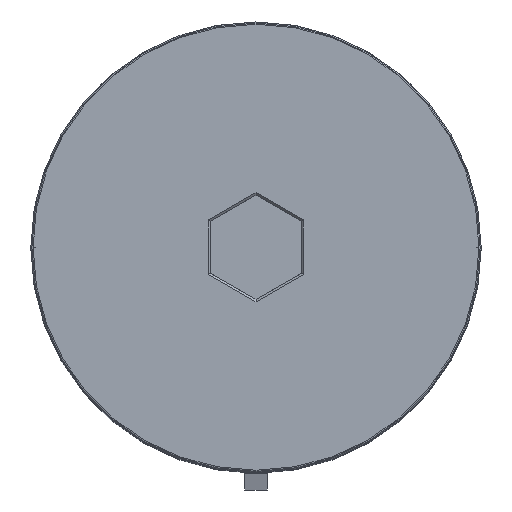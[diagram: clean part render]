
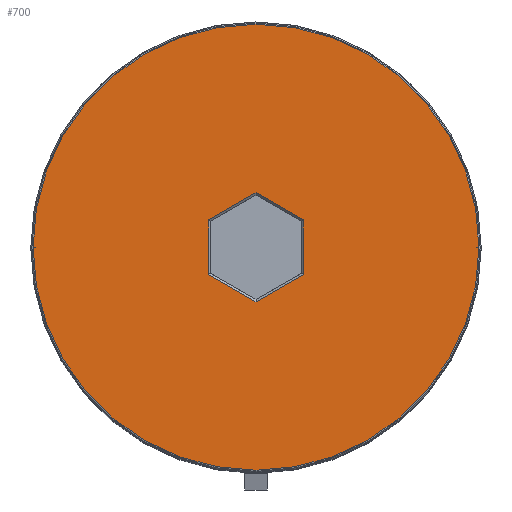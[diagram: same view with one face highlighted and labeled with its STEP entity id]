
A CAD part, top view. The second image highlights one B-rep face of the part: STEP entity #700.
In plain terms, the highlighted planar face has unit normal (0, 0, 1).
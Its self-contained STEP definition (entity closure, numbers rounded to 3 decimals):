
#13 = VERTEX_POINT ( 'NONE', #1722 ) ;
#20 = CARTESIAN_POINT ( 'NONE',  ( -2.05, -1.241, 0. ) ) ;
#64 = LINE ( 'NONE', #82, #1696 ) ;
#72 = CARTESIAN_POINT ( 'NONE',  ( 2.1, -1.155, 0. ) ) ;
#82 = CARTESIAN_POINT ( 'NONE',  ( -0.05, 2.396, 0. ) ) ;
#88 = VECTOR ( 'NONE', #1382, 1000. ) ;
#117 = VECTOR ( 'NONE', #2055, 1000. ) ;
#124 = DIRECTION ( 'NONE',  ( 1., 0., 0. ) ) ;
#172 = DIRECTION ( 'NONE',  ( 0., 0., 1. ) ) ;
#255 = VECTOR ( 'NONE', #407, 1000. ) ;
#404 = ORIENTED_EDGE ( 'NONE', *, *, #1411, .T. ) ;
#407 = DIRECTION ( 'NONE',  ( 0., 1., 0. ) ) ;
#418 = EDGE_CURVE ( 'NONE', #548, #1563, #64, .T. ) ;
#429 = EDGE_CURVE ( 'NONE', #779, #753, #722, .T. ) ;
#447 = LINE ( 'NONE', #1430, #894 ) ;
#481 = FACE_BOUND ( 'NONE', #809, .T. ) ;
#491 = AXIS2_PLACEMENT_3D ( 'NONE', #1260, #752, #124 ) ;
#499 = DIRECTION ( 'NONE',  ( -0.866, 0.5, 0. ) ) ;
#548 = VERTEX_POINT ( 'NONE', #782 ) ;
#553 = CARTESIAN_POINT ( 'NONE',  ( -9.9, 0., 0. ) ) ;
#599 = VECTOR ( 'NONE', #499, 1000. ) ;
#660 = ORIENTED_EDGE ( 'NONE', *, *, #429, .T. ) ;
#688 = ORIENTED_EDGE ( 'NONE', *, *, #1239, .T. ) ;
#700 = ADVANCED_FACE ( 'NONE', ( #1959, #481 ), #1792, .T. ) ;
#722 = LINE ( 'NONE', #72, #88 ) ;
#732 = DIRECTION ( 'NONE',  ( 0.866, 0.5, 0. ) ) ;
#749 = VERTEX_POINT ( 'NONE', #968 ) ;
#752 = DIRECTION ( 'NONE',  ( 0., 0., 1. ) ) ;
#753 = VERTEX_POINT ( 'NONE', #1758 ) ;
#769 = LINE ( 'NONE', #1416, #117 ) ;
#770 = DIRECTION ( 'NONE',  ( -0.866, -0.5, 0. ) ) ;
#779 = VERTEX_POINT ( 'NONE', #1773 ) ;
#782 = CARTESIAN_POINT ( 'NONE',  ( -2.1, 1.212, 0. ) ) ;
#809 = EDGE_LOOP ( 'NONE', ( #1397, #1530, #688, #1818, #404, #660 ) ) ;
#827 = DIRECTION ( 'NONE',  ( 1., 0., 0. ) ) ;
#837 = ORIENTED_EDGE ( 'NONE', *, *, #1053, .T. ) ;
#845 = CARTESIAN_POINT ( 'NONE',  ( 0., 0., 0. ) ) ;
#881 = CARTESIAN_POINT ( 'NONE',  ( -2.1, 1.155, 0. ) ) ;
#894 = VECTOR ( 'NONE', #770, 1000. ) ;
#922 = CIRCLE ( 'NONE', #995, 9.9 ) ;
#968 = CARTESIAN_POINT ( 'NONE',  ( 9.9, 0., 0. ) ) ;
#995 = AXIS2_PLACEMENT_3D ( 'NONE', #1490, #172, #827 ) ;
#996 = EDGE_CURVE ( 'NONE', #753, #1446, #447, .T. ) ;
#1053 = EDGE_CURVE ( 'NONE', #1153, #749, #922, .T. ) ;
#1153 = VERTEX_POINT ( 'NONE', #553 ) ;
#1226 = LINE ( 'NONE', #881, #255 ) ;
#1239 = EDGE_CURVE ( 'NONE', #13, #548, #1226, .T. ) ;
#1260 = CARTESIAN_POINT ( 'NONE',  ( 0., 0., 0. ) ) ;
#1274 = AXIS2_PLACEMENT_3D ( 'NONE', #845, #1458, #1492 ) ;
#1282 = EDGE_LOOP ( 'NONE', ( #1353, #837 ) ) ;
#1353 = ORIENTED_EDGE ( 'NONE', *, *, #1636, .T. ) ;
#1382 = DIRECTION ( 'NONE',  ( 0., -1., 0. ) ) ;
#1397 = ORIENTED_EDGE ( 'NONE', *, *, #996, .T. ) ;
#1411 = EDGE_CURVE ( 'NONE', #1563, #779, #769, .T. ) ;
#1416 = CARTESIAN_POINT ( 'NONE',  ( 2.05, 1.241, 0. ) ) ;
#1430 = CARTESIAN_POINT ( 'NONE',  ( 0.05, -2.396, 0. ) ) ;
#1446 = VERTEX_POINT ( 'NONE', #1629 ) ;
#1458 = DIRECTION ( 'NONE',  ( 0., 0., 1. ) ) ;
#1490 = CARTESIAN_POINT ( 'NONE',  ( 0., 0., 0. ) ) ;
#1492 = DIRECTION ( 'NONE',  ( 1., 0., 0. ) ) ;
#1530 = ORIENTED_EDGE ( 'NONE', *, *, #1990, .T. ) ;
#1563 = VERTEX_POINT ( 'NONE', #1848 ) ;
#1629 = CARTESIAN_POINT ( 'NONE',  ( 0., -2.425, 0. ) ) ;
#1636 = EDGE_CURVE ( 'NONE', #749, #1153, #1666, .T. ) ;
#1666 = CIRCLE ( 'NONE', #491, 9.9 ) ;
#1696 = VECTOR ( 'NONE', #732, 1000. ) ;
#1722 = CARTESIAN_POINT ( 'NONE',  ( -2.1, -1.212, 0. ) ) ;
#1758 = CARTESIAN_POINT ( 'NONE',  ( 2.1, -1.212, 0. ) ) ;
#1773 = CARTESIAN_POINT ( 'NONE',  ( 2.1, 1.212, 0. ) ) ;
#1792 = PLANE ( 'NONE',  #1274 ) ;
#1818 = ORIENTED_EDGE ( 'NONE', *, *, #418, .T. ) ;
#1848 = CARTESIAN_POINT ( 'NONE',  ( 0., 2.425, 0. ) ) ;
#1936 = LINE ( 'NONE', #20, #599 ) ;
#1959 = FACE_OUTER_BOUND ( 'NONE', #1282, .T. ) ;
#1990 = EDGE_CURVE ( 'NONE', #1446, #13, #1936, .T. ) ;
#2055 = DIRECTION ( 'NONE',  ( 0.866, -0.5, 0. ) ) ;
